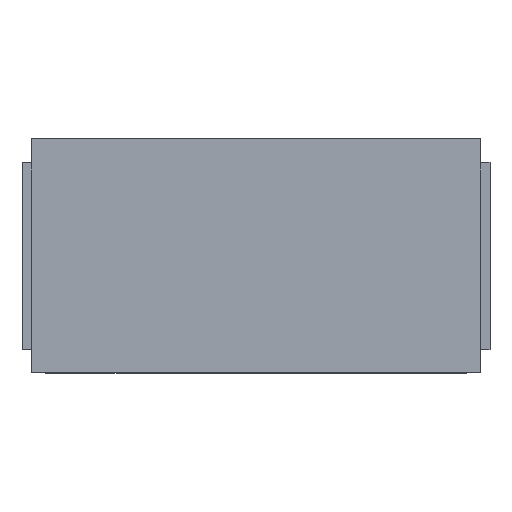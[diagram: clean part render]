
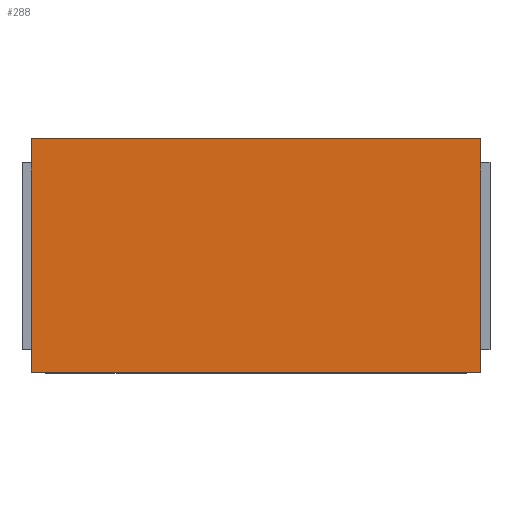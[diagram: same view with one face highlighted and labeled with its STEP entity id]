
A CAD part, top view. The second image highlights one B-rep face of the part: STEP entity #288.
In plain terms, the highlighted planar face has unit normal (0, 0, 1).
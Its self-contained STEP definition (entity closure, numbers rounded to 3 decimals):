
#42 = CARTESIAN_POINT ( 'NONE',  ( 2.4, -1.25, 0.8 ) ) ;
#78 = FACE_OUTER_BOUND ( 'NONE', #334, .T. ) ;
#84 = EDGE_CURVE ( 'NONE', #608, #141, #590, .T. ) ;
#141 = VERTEX_POINT ( 'NONE', #703 ) ;
#142 = ORIENTED_EDGE ( 'NONE', *, *, #1005, .F. ) ;
#148 = DIRECTION ( 'NONE',  ( 0., 1., 0. ) ) ;
#180 = VECTOR ( 'NONE', #451, 1000. ) ;
#195 = ORIENTED_EDGE ( 'NONE', *, *, #560, .F. ) ;
#249 = DIRECTION ( 'NONE',  ( 1., 0., 0. ) ) ;
#288 = ADVANCED_FACE ( 'NONE', ( #78 ), #509, .T. ) ;
#326 = CARTESIAN_POINT ( 'NONE',  ( -2.4, 1.25, 0.8 ) ) ;
#334 = EDGE_LOOP ( 'NONE', ( #895, #142, #478, #195 ) ) ;
#335 = DIRECTION ( 'NONE',  ( 0., 0., 1. ) ) ;
#421 = CARTESIAN_POINT ( 'NONE',  ( 0., 0., 0.8 ) ) ;
#451 = DIRECTION ( 'NONE',  ( -1., 0., 0. ) ) ;
#478 = ORIENTED_EDGE ( 'NONE', *, *, #84, .F. ) ;
#509 = PLANE ( 'NONE',  #829 ) ;
#560 = EDGE_CURVE ( 'NONE', #611, #608, #1023, .T. ) ;
#590 = LINE ( 'NONE', #1033, #761 ) ;
#599 = CARTESIAN_POINT ( 'NONE',  ( 2.4, 0., 0.8 ) ) ;
#608 = VERTEX_POINT ( 'NONE', #326 ) ;
#611 = VERTEX_POINT ( 'NONE', #1031 ) ;
#703 = CARTESIAN_POINT ( 'NONE',  ( 2.4, 1.25, 0.8 ) ) ;
#742 = CARTESIAN_POINT ( 'NONE',  ( -2.4, 0., 0.8 ) ) ;
#761 = VECTOR ( 'NONE', #249, 1000. ) ;
#768 = DIRECTION ( 'NONE',  ( 1., 0., 0. ) ) ;
#829 = AXIS2_PLACEMENT_3D ( 'NONE', #421, #335, #768 ) ;
#884 = VERTEX_POINT ( 'NONE', #42 ) ;
#886 = DIRECTION ( 'NONE',  ( 0., -1., 0. ) ) ;
#895 = ORIENTED_EDGE ( 'NONE', *, *, #1083, .F. ) ;
#923 = VECTOR ( 'NONE', #886, 1000. ) ;
#945 = LINE ( 'NONE', #599, #923 ) ;
#1005 = EDGE_CURVE ( 'NONE', #141, #884, #945, .T. ) ;
#1023 = LINE ( 'NONE', #742, #1086 ) ;
#1031 = CARTESIAN_POINT ( 'NONE',  ( -2.4, -1.25, 0.8 ) ) ;
#1033 = CARTESIAN_POINT ( 'NONE',  ( 0., 1.25, 0.8 ) ) ;
#1057 = LINE ( 'NONE', #1064, #180 ) ;
#1064 = CARTESIAN_POINT ( 'NONE',  ( 0., -1.25, 0.8 ) ) ;
#1083 = EDGE_CURVE ( 'NONE', #884, #611, #1057, .T. ) ;
#1086 = VECTOR ( 'NONE', #148, 1000. ) ;
